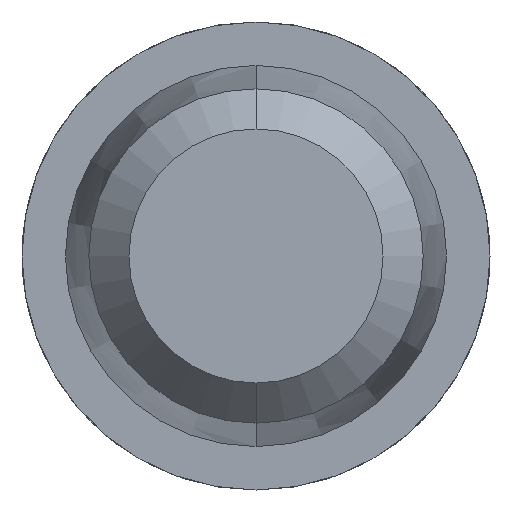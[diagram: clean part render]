
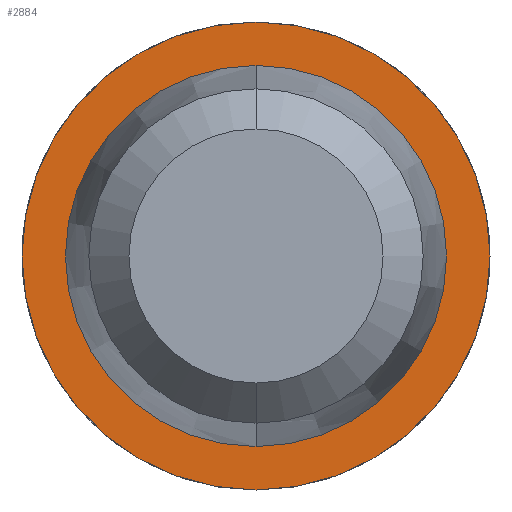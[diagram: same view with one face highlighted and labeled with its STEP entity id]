
A CAD part, front view. The second image highlights one B-rep face of the part: STEP entity #2884.
In plain terms, the highlighted planar face has unit normal (0, -1, 0).
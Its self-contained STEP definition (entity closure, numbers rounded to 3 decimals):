
#217 = CARTESIAN_POINT ( 'NONE',  ( 0., 26., 0.7 ) ) ;
#289 = ORIENTED_EDGE ( 'NONE', *, *, #2279, .T. ) ;
#405 = ORIENTED_EDGE ( 'NONE', *, *, #3356, .F. ) ;
#477 = AXIS2_PLACEMENT_3D ( 'NONE', #1592, #3122, #4052 ) ;
#484 = PLANE ( 'NONE',  #3222 ) ;
#671 = DIRECTION ( 'NONE',  ( 0., 0., -1. ) ) ;
#680 = DIRECTION ( 'NONE',  ( 0., -1., 0. ) ) ;
#915 = EDGE_LOOP ( 'NONE', ( #3262, #289 ) ) ;
#1001 = CARTESIAN_POINT ( 'NONE',  ( 0., 26., 0. ) ) ;
#1121 = CARTESIAN_POINT ( 'NONE',  ( 0.57, 26., 0. ) ) ;
#1159 = ORIENTED_EDGE ( 'NONE', *, *, #2660, .F. ) ;
#1183 = CARTESIAN_POINT ( 'NONE',  ( 0., 26., 0. ) ) ;
#1246 = FACE_BOUND ( 'NONE', #3527, .T. ) ;
#1257 = CARTESIAN_POINT ( 'NONE',  ( 0., 26., -0.7 ) ) ;
#1333 = VERTEX_POINT ( 'NONE', #2175 ) ;
#1364 = VERTEX_POINT ( 'NONE', #1257 ) ;
#1428 = DIRECTION ( 'NONE',  ( 0., 0., -1. ) ) ;
#1504 = VERTEX_POINT ( 'NONE', #3614 ) ;
#1549 = AXIS2_PLACEMENT_3D ( 'NONE', #1183, #3688, #3033 ) ;
#1592 = CARTESIAN_POINT ( 'NONE',  ( 0., 26., 0. ) ) ;
#1710 = CIRCLE ( 'NONE', #477, 0.57 ) ;
#1980 = CARTESIAN_POINT ( 'NONE',  ( 0., 26., 0. ) ) ;
#2088 = EDGE_CURVE ( 'Defeature ausgef�hrt1_15+Defeature ausgef�hrt1_16+Defeature ausgef�hrt1_16+Defeature ausgef�hrt1_16', #1364, #3612, #2437, .T. ) ;
#2175 = CARTESIAN_POINT ( 'NONE',  ( 0., 26., -0.57 ) ) ;
#2279 = EDGE_CURVE ( 'Defeature ausgef�hrt1_15+Defeature ausgef�hrt1_16+Defeature ausgef�hrt1_16+Defeature ausgef�hrt1_16', #3612, #1364, #3720, .T. ) ;
#2310 = DIRECTION ( 'NONE',  ( 0., 0., -1. ) ) ;
#2369 = CIRCLE ( 'NONE', #3518, 0.57 ) ;
#2437 = CIRCLE ( 'NONE', #1549, 0.7 ) ;
#2660 = EDGE_CURVE ( 'Defeature ausgef�hrt1_14+Defeature ausgef�hrt1_15+Defeature ausgef�hrt1_15+Defeature ausgef�hrt1_15', #1333, #1504, #1710, .T. ) ;
#2884 = ADVANCED_FACE ( 'Defeature ausgef�hrt1_15', ( #3411, #1246 ), #484, .T. ) ;
#3033 = DIRECTION ( 'NONE',  ( 0., 0., -1. ) ) ;
#3122 = DIRECTION ( 'NONE',  ( 0., -1., 0. ) ) ;
#3209 = DIRECTION ( 'NONE',  ( 0., -1., 0. ) ) ;
#3222 = AXIS2_PLACEMENT_3D ( 'NONE', #1121, #3678, #1428 ) ;
#3262 = ORIENTED_EDGE ( 'NONE', *, *, #2088, .T. ) ;
#3356 = EDGE_CURVE ( 'Defeature ausgef�hrt1_14+Defeature ausgef�hrt1_15+Defeature ausgef�hrt1_15+Defeature ausgef�hrt1_15', #1504, #1333, #2369, .T. ) ;
#3411 = FACE_OUTER_BOUND ( 'NONE', #915, .T. ) ;
#3518 = AXIS2_PLACEMENT_3D ( 'NONE', #1980, #680, #671 ) ;
#3527 = EDGE_LOOP ( 'NONE', ( #405, #1159 ) ) ;
#3570 = AXIS2_PLACEMENT_3D ( 'NONE', #1001, #3209, #2310 ) ;
#3612 = VERTEX_POINT ( 'NONE', #217 ) ;
#3614 = CARTESIAN_POINT ( 'NONE',  ( 0., 26., 0.57 ) ) ;
#3678 = DIRECTION ( 'NONE',  ( 0., -1., 0. ) ) ;
#3688 = DIRECTION ( 'NONE',  ( 0., -1., 0. ) ) ;
#3720 = CIRCLE ( 'NONE', #3570, 0.7 ) ;
#4052 = DIRECTION ( 'NONE',  ( 0., 0., -1. ) ) ;
